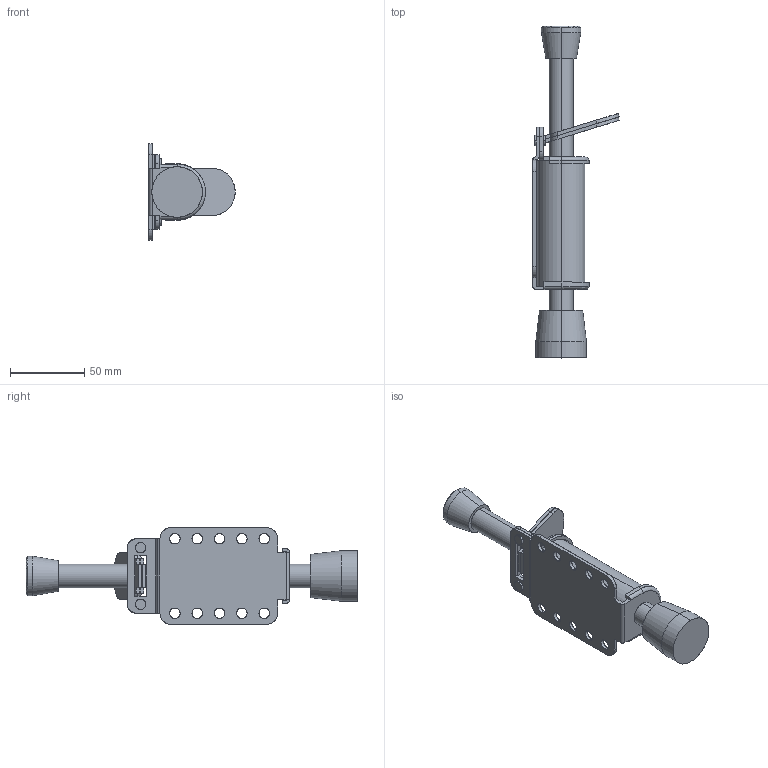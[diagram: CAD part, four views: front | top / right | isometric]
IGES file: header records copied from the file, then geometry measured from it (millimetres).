
Start section: SolidWorks IGES file using analytic representation for surfaces
Global section: file name: A-900-A.IGS,15; native system: HSolidWorks 2012; preprocessor: SolidWorks 2012; author: 1337yo; date: 150721.102825; units: millimetre
Bounding box: 58 x 223 x 65 mm (x, y, z)
Surface area: 54582.3 mm2 (no closed solid volume)
Topology: 0 solids, 0 shells, 164 faces, 3148 edges, 3148 vertices
Faces by surface type: revolution 83, bspline 81
